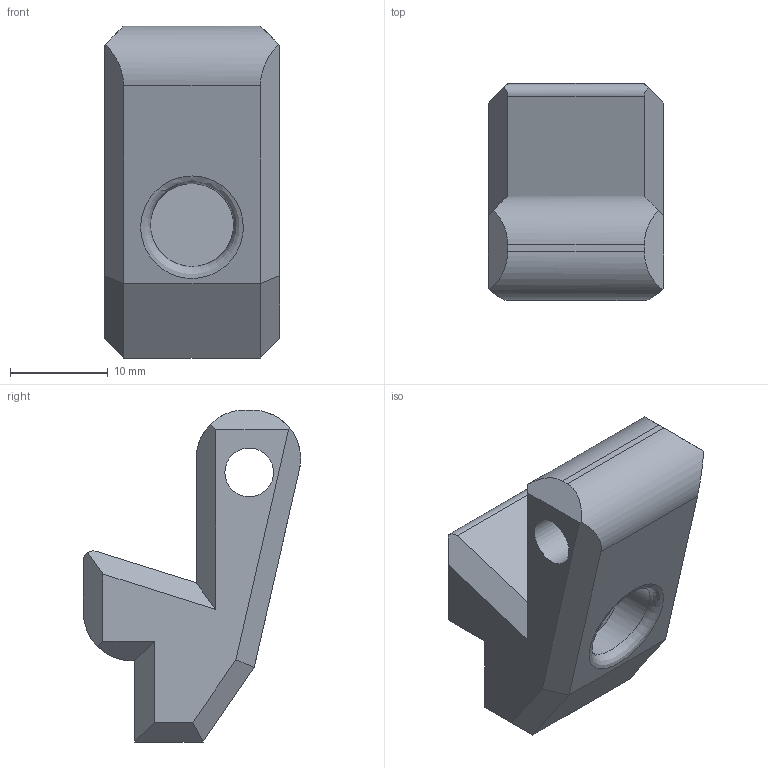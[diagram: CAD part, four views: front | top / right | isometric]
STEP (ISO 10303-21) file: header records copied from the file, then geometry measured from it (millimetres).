
FILE_DESCRIPTION(('HOOPS Exchange Step'),'2;1');
FILE_NAME('temp_export','2026-01-16T20:43:31+18:00',('mobile'),('Shapr3D Limited'),'HOOPS Exchange 2025.7','Shapr3D','Authorized');
FILE_SCHEMA( ('AP242_MANAGED_MODEL_BASED_3D_ENGINEERING_MIM_LF {1 0 10303 442 1 1 4}') );
Length unit declared in the file: millimetre
Products named in the file (3): Foregrip; Front; root
Assembly tree (2 placements, depth 3):
  root
    Front
      Foregrip
Bounding box: 18 x 22.27 x 34.03 mm (x, y, z)
Volume: 6314.1 mm3; surface area: 2791.3 mm2
Topology: 1 solids, 1 shells, 37 faces, 94 edges, 60 vertices
Faces by surface type: plane 30, cylinder 6, bspline 1
Full cylindrical faces by diameter (mm): 5 x1, 8.5 x1
Entity records: 1925 total; most frequent: CARTESIAN_POINT 999, ORIENTED_EDGE 188, DIRECTION 163, EDGE_CURVE 94, VECTOR 69, LINE 69, VERTEX_POINT 60, AXIS2_PLACEMENT_3D 47
